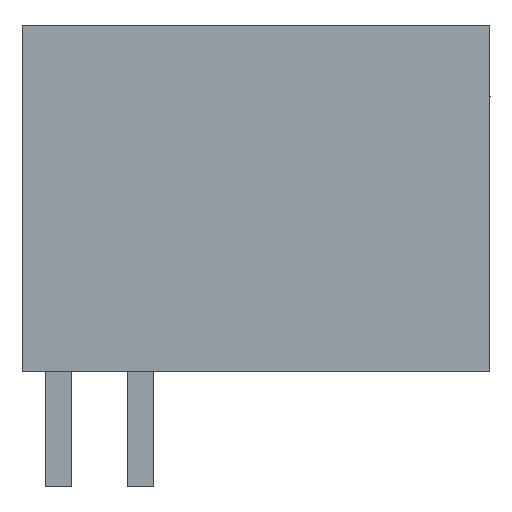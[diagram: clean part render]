
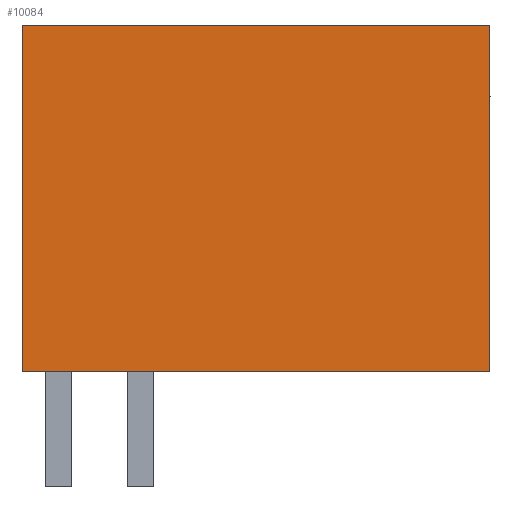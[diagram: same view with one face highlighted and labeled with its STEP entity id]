
A CAD part, left-side view. The second image highlights one B-rep face of the part: STEP entity #10084.
In plain terms, the highlighted planar face has unit normal (-1, 0, 0).
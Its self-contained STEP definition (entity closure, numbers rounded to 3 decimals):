
#10064=AXIS2_PLACEMENT_3D('Plane Axis2P3D',#10061,#10062,#10063) ;
#2764=CARTESIAN_POINT('Vertex',(0.,0.,14.)) ;
#2767=CARTESIAN_POINT('Line Origine',(0.,0.,8.75)) ;
#2771=CARTESIAN_POINT('Vertex',(0.,0.,3.5)) ;
#8810=CARTESIAN_POINT('Line Origine',(0.,7.1,14.)) ;
#8814=CARTESIAN_POINT('Vertex',(0.,14.2,14.)) ;
#10061=CARTESIAN_POINT('Axis2P3D Location',(0.,14.2,0.)) ;
#10066=CARTESIAN_POINT('Line Origine',(0.,7.1,3.5)) ;
#10070=CARTESIAN_POINT('Vertex',(0.,14.2,3.5)) ;
#10073=CARTESIAN_POINT('Line Origine',(0.,14.2,8.75)) ;
#2768=DIRECTION('Vector Direction',(0.,0.,-1.)) ;
#8811=DIRECTION('Vector Direction',(0.,-1.,0.)) ;
#10062=DIRECTION('Axis2P3D Direction',(-1.,0.,0.)) ;
#10063=DIRECTION('Axis2P3D XDirection',(0.,-1.,0.)) ;
#10067=DIRECTION('Vector Direction',(0.,-1.,0.)) ;
#10074=DIRECTION('Vector Direction',(0.,0.,-1.)) ;
#2769=VECTOR('Line Direction',#2768,1.) ;
#8812=VECTOR('Line Direction',#8811,1.) ;
#10068=VECTOR('Line Direction',#10067,1.) ;
#10075=VECTOR('Line Direction',#10074,1.) ;
#10079=ORIENTED_EDGE('',*,*,#10072,.T.) ;
#10080=ORIENTED_EDGE('',*,*,#2773,.T.) ;
#10081=ORIENTED_EDGE('',*,*,#8816,.T.) ;
#10082=ORIENTED_EDGE('',*,*,#10077,.T.) ;
#10084=ADVANCED_FACE('HOUSING',(#10083),#10065,.T.) ;
#2773=EDGE_CURVE('',#2772,#2765,#2770,.F.) ;
#8816=EDGE_CURVE('',#2765,#8815,#8813,.F.) ;
#10072=EDGE_CURVE('',#10071,#2772,#10069,.T.) ;
#10077=EDGE_CURVE('',#8815,#10071,#10076,.T.) ;
#10078=EDGE_LOOP('',(#10079,#10080,#10081,#10082)) ;
#10083=FACE_OUTER_BOUND('',#10078,.T.) ;
#2770=LINE('Line',#2767,#2769) ;
#8813=LINE('Line',#8810,#8812) ;
#10069=LINE('Line',#10066,#10068) ;
#10076=LINE('Line',#10073,#10075) ;
#10065=PLANE('',#10064) ;
#2765=VERTEX_POINT('',#2764) ;
#2772=VERTEX_POINT('',#2771) ;
#8815=VERTEX_POINT('',#8814) ;
#10071=VERTEX_POINT('',#10070) ;
